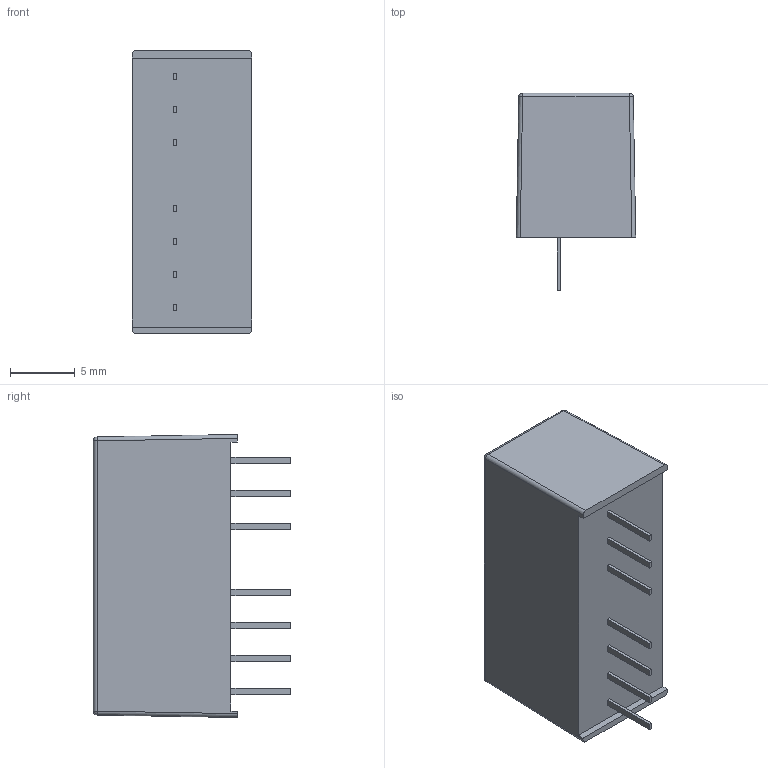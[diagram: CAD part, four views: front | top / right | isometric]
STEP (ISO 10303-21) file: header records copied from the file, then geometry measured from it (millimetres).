
FILE_DESCRIPTION(('STEP AP242'),'1');
FILE_NAME('41415.stp','2019-06-15T01:07:00',('TraceParts'),('TraceParts S.A.'),'Spatial InterOp 3D',' ',' ');
FILE_SCHEMA(('AP242_MANAGED_MODEL_BASED_3D_ENGINEERING_MIM_LF {1 0 10303 442 1 1 4}'));
Length unit declared in the file: millimetre
Products named in the file (1): 41415
Bounding box: 9.2 x 15.2 x 21.8 mm (x, y, z)
Volume: 2067 mm3; surface area: 1092.1 mm2
Topology: 1 solids, 1 shells, 57 faces, 136 edges, 84 vertices
Faces by surface type: plane 45, cylinder 8, sphere 4
Entity records: 2063 total; most frequent: CARTESIAN_POINT 286, ORIENTED_EDGE 264, DIRECTION 256, EDGE_CURVE 132, LINE 116, VECTOR 116, VERTEX_POINT 84, AXIS2_PLACEMENT_3D 70
